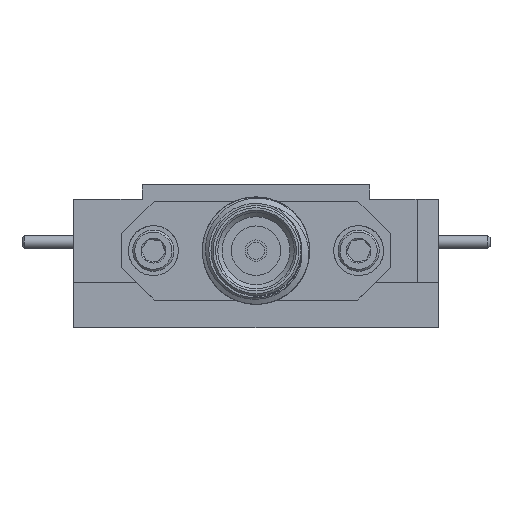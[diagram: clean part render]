
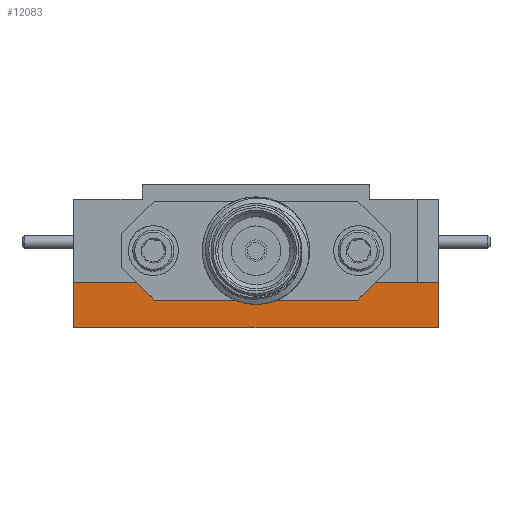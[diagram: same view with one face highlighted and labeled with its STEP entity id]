
A CAD part, left-side view. The second image highlights one B-rep face of the part: STEP entity #12083.
In plain terms, the highlighted planar face has unit normal (-1, 0, 0).
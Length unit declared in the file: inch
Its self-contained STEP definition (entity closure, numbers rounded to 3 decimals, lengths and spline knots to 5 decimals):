
#1474 = ORIENTED_EDGE ( 'NONE', *, *, #10174, .T. ) ;
#1711 = DIRECTION ( 'NONE',  ( 0., 0., 1. ) ) ;
#2788 = CARTESIAN_POINT ( 'NONE',  ( -0.543, 0.425, -0.2 ) ) ;
#3641 = LINE ( 'NONE', #2788, #11259 ) ;
#4244 = CARTESIAN_POINT ( 'NONE',  ( -0.543, 0.425, -0.2 ) ) ;
#6738 = VERTEX_POINT ( 'NONE', #12163 ) ;
#7560 = VECTOR ( 'NONE', #36518, 39.37008 ) ;
#10174 = EDGE_CURVE ( 'NONE', #6738, #37229, #40256, .T. ) ;
#11259 = VECTOR ( 'NONE', #29669, 39.37008 ) ;
#11611 = PLANE ( 'NONE',  #23067 ) ;
#11776 = LINE ( 'NONE', #41515, #24877 ) ;
#12083 = ADVANCED_FACE ( 'NONE', ( #27995 ), #11611, .F. ) ;
#12163 = CARTESIAN_POINT ( 'NONE',  ( -0.543, -0.425, -0.095 ) ) ;
#12980 = VECTOR ( 'NONE', #17645, 39.37008 ) ;
#14440 = CARTESIAN_POINT ( 'NONE',  ( -0.543, 0.425, -0.2 ) ) ;
#15046 = ORIENTED_EDGE ( 'NONE', *, *, #29155, .T. ) ;
#15243 = CARTESIAN_POINT ( 'NONE',  ( -0.543, 0.425, -0.095 ) ) ;
#17033 = CARTESIAN_POINT ( 'NONE',  ( -0.543, -0.425, -0.2 ) ) ;
#17645 = DIRECTION ( 'NONE',  ( 0., 1., 0. ) ) ;
#19756 = ORIENTED_EDGE ( 'NONE', *, *, #39244, .F. ) ;
#20555 = DIRECTION ( 'NONE',  ( 0., 1., 0. ) ) ;
#23067 = AXIS2_PLACEMENT_3D ( 'NONE', #14440, #27778, #20555 ) ;
#24255 = EDGE_CURVE ( 'NONE', #26851, #37229, #11776, .T. ) ;
#24877 = VECTOR ( 'NONE', #1711, 39.37008 ) ;
#26851 = VERTEX_POINT ( 'NONE', #4244 ) ;
#27778 = DIRECTION ( 'NONE',  ( 1., 0., 0. ) ) ;
#27995 = FACE_OUTER_BOUND ( 'NONE', #38997, .T. ) ;
#29155 = EDGE_CURVE ( 'NONE', #38055, #6738, #33445, .T. ) ;
#29669 = DIRECTION ( 'NONE',  ( 0., 1., 0. ) ) ;
#33445 = LINE ( 'NONE', #17033, #7560 ) ;
#36518 = DIRECTION ( 'NONE',  ( 0., 0., 1. ) ) ;
#37229 = VERTEX_POINT ( 'NONE', #41587 ) ;
#38055 = VERTEX_POINT ( 'NONE', #42949 ) ;
#38997 = EDGE_LOOP ( 'NONE', ( #1474, #42363, #19756, #15046 ) ) ;
#39244 = EDGE_CURVE ( 'NONE', #38055, #26851, #3641, .T. ) ;
#40256 = LINE ( 'NONE', #15243, #12980 ) ;
#41515 = CARTESIAN_POINT ( 'NONE',  ( -0.543, 0.425, -0.2 ) ) ;
#41587 = CARTESIAN_POINT ( 'NONE',  ( -0.543, 0.425, -0.095 ) ) ;
#42363 = ORIENTED_EDGE ( 'NONE', *, *, #24255, .F. ) ;
#42949 = CARTESIAN_POINT ( 'NONE',  ( -0.543, -0.425, -0.2 ) ) ;
